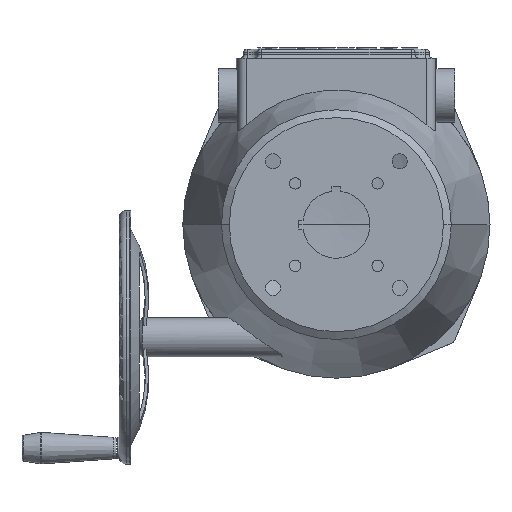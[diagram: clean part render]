
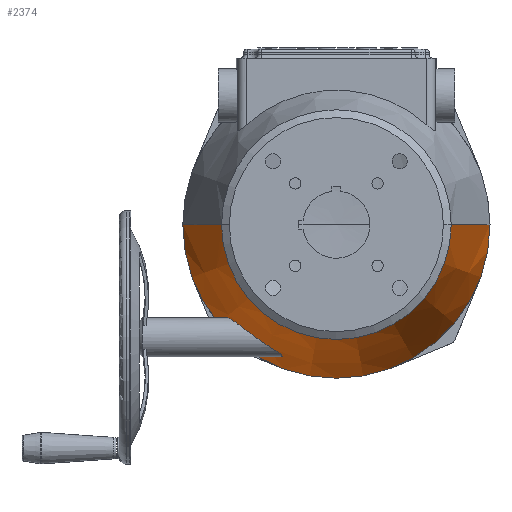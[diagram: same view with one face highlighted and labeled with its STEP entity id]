
A CAD part, front view. The second image highlights one B-rep face of the part: STEP entity #2374.
In plain terms, the highlighted conical face has half-angle 14.945 degrees and reference radius 81.476 mm.
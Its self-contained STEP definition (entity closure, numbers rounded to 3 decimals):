
#1860 = DIRECTION ( 'NONE',  ( -1., 0., 0. ) ) ;
#1862 = DIRECTION ( 'NONE',  ( 0., 1., 0. ) ) ;
#1864 = CARTESIAN_POINT ( 'NONE',  ( 0., -272.034, 0. ) ) ;
#2307 = EDGE_LOOP ( 'NONE', ( #2594, #2593, #2592, #2591 ) ) ;
#2374 = ADVANCED_FACE ( 'NONE', ( #7972 ), #7983, .T. ) ;
#2591 = ORIENTED_EDGE ( 'NONE', *, *, #5306, .F. ) ;
#2592 = ORIENTED_EDGE ( 'NONE', *, *, #3686, .T. ) ;
#2593 = ORIENTED_EDGE ( 'NONE', *, *, #5232, .T. ) ;
#2594 = ORIENTED_EDGE ( 'NONE', *, *, #3744, .F. ) ;
#3686 = EDGE_CURVE ( 'NONE', #7560, #7547, #6230, .T. ) ;
#3744 = EDGE_CURVE ( 'NONE', #7559, #7554, #6257, .T. ) ;
#3758 = CARTESIAN_POINT ( 'NONE',  ( -108.966, -169.045, 0. ) ) ;
#3775 = CARTESIAN_POINT ( 'NONE',  ( 108.966, -169.045, 0. ) ) ;
#3787 = CARTESIAN_POINT ( 'NONE',  ( 81.476, -272.034, 0. ) ) ;
#3789 = CARTESIAN_POINT ( 'NONE',  ( -81.476, -272.034, 0. ) ) ;
#4408 = AXIS2_PLACEMENT_3D ( 'NONE', #1864, #1862, #1860 ) ;
#5232 = EDGE_CURVE ( 'NONE', #7559, #7560, #9480, .T. ) ;
#5306 = EDGE_CURVE ( 'NONE', #7554, #7547, #12113, .T. ) ;
#6228 = VECTOR ( 'NONE', #8267, 1000. ) ;
#6230 = LINE ( 'NONE', #8266, #6228 ) ;
#6257 = LINE ( 'NONE', #8502, #6258 ) ;
#6258 = VECTOR ( 'NONE', #8503, 1000. ) ;
#7547 = VERTEX_POINT ( 'NONE', #3758 ) ;
#7554 = VERTEX_POINT ( 'NONE', #3775 ) ;
#7559 = VERTEX_POINT ( 'NONE', #3787 ) ;
#7560 = VERTEX_POINT ( 'NONE', #3789 ) ;
#7972 = FACE_OUTER_BOUND ( 'NONE', #2307, .T. ) ;
#7983 = CONICAL_SURFACE ( 'NONE', #4408, 81.476, 0.261 ) ;
#8266 = CARTESIAN_POINT ( 'NONE',  ( -81.476, -272.034, 0. ) ) ;
#8267 = DIRECTION ( 'NONE',  ( -0.258, 0.966, 0. ) ) ;
#8502 = CARTESIAN_POINT ( 'NONE',  ( 81.476, -272.034, 0. ) ) ;
#8503 = DIRECTION ( 'NONE',  ( 0.258, 0.966, 0. ) ) ;
#9480 = CIRCLE ( 'NONE', #10264, 81.476 ) ;
#10264 = AXIS2_PLACEMENT_3D ( 'NONE', #11338, #11339, #11340 ) ;
#10267 = AXIS2_PLACEMENT_3D ( 'NONE', #11622, #11623, #11624 ) ;
#11338 = CARTESIAN_POINT ( 'NONE',  ( 0., -272.034, 0. ) ) ;
#11339 = DIRECTION ( 'NONE',  ( 0., 1., 0. ) ) ;
#11340 = DIRECTION ( 'NONE',  ( -1., 0., 0. ) ) ;
#11622 = CARTESIAN_POINT ( 'NONE',  ( 0., -169.045, 0. ) ) ;
#11623 = DIRECTION ( 'NONE',  ( 0., 1., 0. ) ) ;
#11624 = DIRECTION ( 'NONE',  ( -1., 0., 0. ) ) ;
#12113 = CIRCLE ( 'NONE', #10267, 108.966 ) ;
